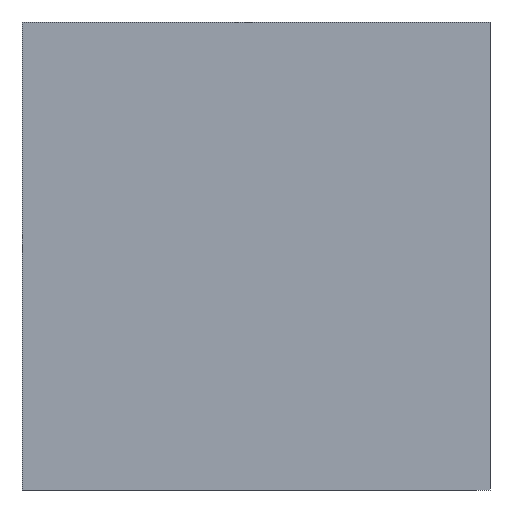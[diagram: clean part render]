
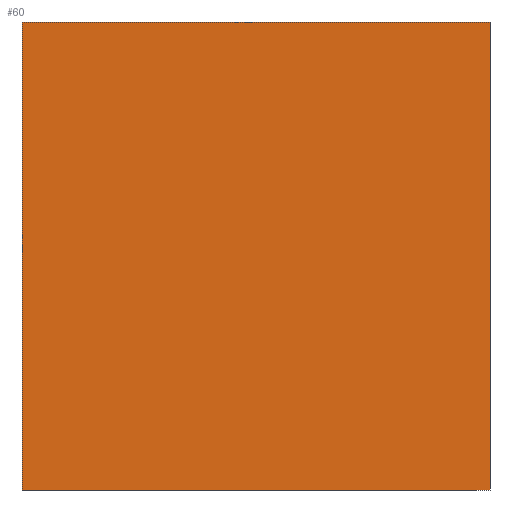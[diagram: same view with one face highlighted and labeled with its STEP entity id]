
A CAD part, left-side view. The second image highlights one B-rep face of the part: STEP entity #60.
In plain terms, the highlighted planar face has unit normal (-1, 0, 0).
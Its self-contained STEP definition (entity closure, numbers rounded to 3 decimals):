
#49=FACE_OUTER_BOUND('',#96,.T.);
#60=ADVANCED_FACE('',(#49),#74,.T.);
#74=PLANE('',#307);
#96=EDGE_LOOP('',(#132,#133,#134,#135));
#132=ORIENTED_EDGE('',*,*,#210,.T.);
#133=ORIENTED_EDGE('',*,*,#206,.T.);
#134=ORIENTED_EDGE('',*,*,#213,.F.);
#135=ORIENTED_EDGE('',*,*,#197,.T.);
#175=VERTEX_POINT('',#392);
#176=VERTEX_POINT('',#394);
#184=VERTEX_POINT('',#411);
#185=VERTEX_POINT('',#413);
#197=EDGE_CURVE('',#176,#175,#229,.T.);
#206=EDGE_CURVE('',#185,#184,#238,.T.);
#210=EDGE_CURVE('',#175,#185,#242,.T.);
#213=EDGE_CURVE('',#176,#184,#245,.T.);
#229=LINE('',#393,#259);
#238=LINE('',#412,#268);
#242=LINE('',#419,#272);
#245=LINE('',#424,#275);
#259=VECTOR('',#325,1.);
#268=VECTOR('',#336,1.);
#272=VECTOR('',#342,1.);
#275=VECTOR('',#349,1.);
#307=AXIS2_PLACEMENT_3D('',#425,#350,#351);
#325=DIRECTION('',(0.,-1.,0.));
#336=DIRECTION('',(0.,1.,0.));
#342=DIRECTION('',(0.,0.,1.));
#349=DIRECTION('',(0.,0.,1.));
#350=DIRECTION('',(-1.,0.,0.));
#351=DIRECTION('',(0.,0.,1.));
#392=CARTESIAN_POINT('',(0.,0.,0.));
#393=CARTESIAN_POINT('',(0.,25.,0.));
#394=CARTESIAN_POINT('',(0.,50.,0.));
#411=CARTESIAN_POINT('',(0.,50.,50.));
#412=CARTESIAN_POINT('',(0.,25.,50.));
#413=CARTESIAN_POINT('',(0.,0.,50.));
#419=CARTESIAN_POINT('',(0.,0.,0.));
#424=CARTESIAN_POINT('',(0.,50.,0.));
#425=CARTESIAN_POINT('',(0.,25.,0.));
